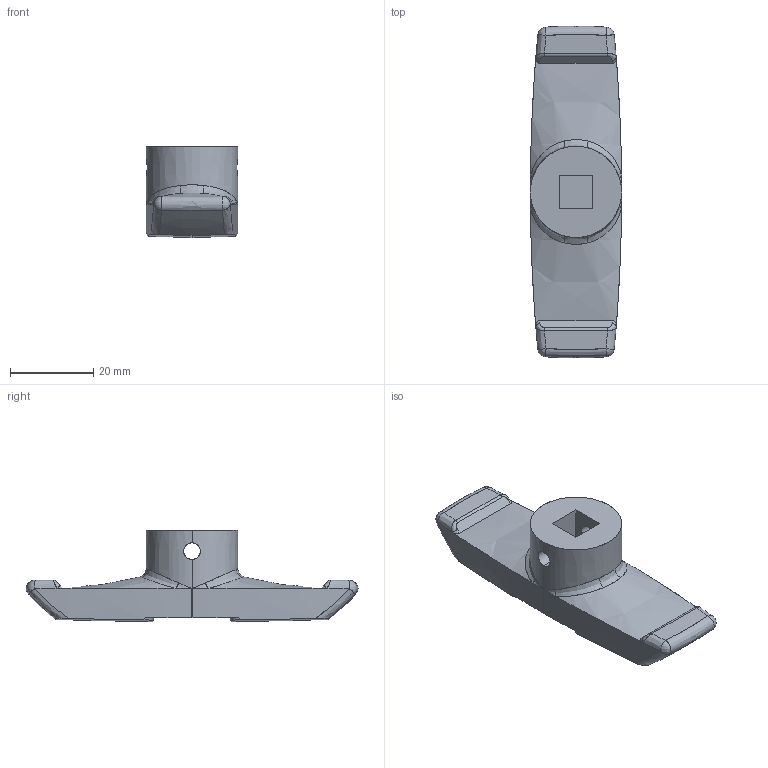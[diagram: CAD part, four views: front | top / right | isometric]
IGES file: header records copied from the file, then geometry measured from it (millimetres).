
Start section: SolidWorks IGES file using analytic representation for surfaces
Global section: file name: A-103-3.IGS,15; native system: HSolidWorks 2012; preprocessor: SolidWorks 2012; author: 1337yo; date: 141121.130523; units: millimetre
Bounding box: 22 x 79.98 x 21.96 mm (x, y, z)
Surface area: 6179.9 mm2 (no closed solid volume)
Topology: 0 solids, 0 shells, 68 faces, 990 edges, 984 vertices
Faces by surface type: bspline 53, revolution 15
